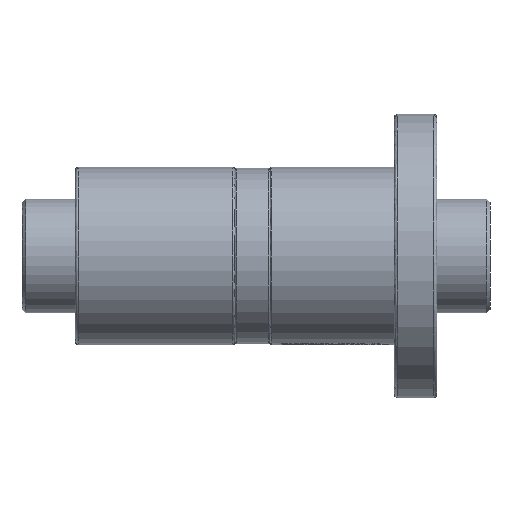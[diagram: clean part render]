
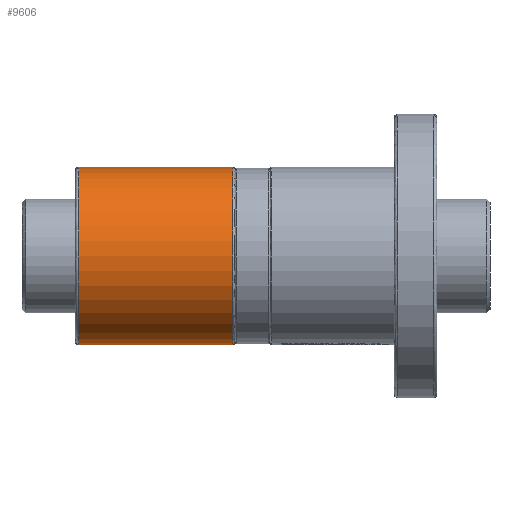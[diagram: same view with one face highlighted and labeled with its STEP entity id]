
A CAD part, front view. The second image highlights one B-rep face of the part: STEP entity #9606.
In plain terms, the highlighted cylindrical face has radius 25 mm (diameter 50 mm), a partial arc.
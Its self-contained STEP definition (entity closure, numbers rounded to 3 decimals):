
#30 = VERTEX_POINT ( 'NONE', #12555 ) ;
#84 = DIRECTION ( 'NONE',  ( 0., 0., -1. ) ) ;
#289 = LINE ( 'NONE', #8812, #14537 ) ;
#502 = EDGE_CURVE ( 'NONE', #17307, #1925, #289, .T. ) ;
#782 = EDGE_CURVE ( 'NONE', #1925, #30, #2305, .T. ) ;
#1184 = ORIENTED_EDGE ( 'NONE', *, *, #3485, .F. ) ;
#1662 = DIRECTION ( 'NONE',  ( 1., 0., 0. ) ) ;
#1925 = VERTEX_POINT ( 'NONE', #2500 ) ;
#2305 = CIRCLE ( 'NONE', #13971, 25. ) ;
#2500 = CARTESIAN_POINT ( 'NONE',  ( -72.5, 0., -25. ) ) ;
#3012 = EDGE_LOOP ( 'NONE', ( #1184, #16084, #14653, #22535 ) ) ;
#3485 = EDGE_CURVE ( 'NONE', #21845, #30, #11891, .T. ) ;
#5545 = CARTESIAN_POINT ( 'NONE',  ( -116., 0., 0. ) ) ;
#7144 = CYLINDRICAL_SURFACE ( 'NONE', #7807, 25. ) ;
#7807 = AXIS2_PLACEMENT_3D ( 'NONE', #11739, #15511, #84 ) ;
#8042 = FACE_OUTER_BOUND ( 'NONE', #3012, .T. ) ;
#8263 = CARTESIAN_POINT ( 'NONE',  ( -132., 0., 25. ) ) ;
#8727 = DIRECTION ( 'NONE',  ( 1., 0., 0. ) ) ;
#8812 = CARTESIAN_POINT ( 'NONE',  ( -132., 0., -25. ) ) ;
#9606 = ADVANCED_FACE ( 'NONE', ( #8042 ), #7144, .T. ) ;
#9787 = AXIS2_PLACEMENT_3D ( 'NONE', #5545, #1662, #24977 ) ;
#11739 = CARTESIAN_POINT ( 'NONE',  ( -132., 0., 0. ) ) ;
#11891 = LINE ( 'NONE', #8263, #22195 ) ;
#12555 = CARTESIAN_POINT ( 'NONE',  ( -72.5, 0., 25. ) ) ;
#12798 = DIRECTION ( 'NONE',  ( -1., 0., 0. ) ) ;
#13971 = AXIS2_PLACEMENT_3D ( 'NONE', #18611, #12798, #22687 ) ;
#14494 = DIRECTION ( 'NONE',  ( 1., 0., 0. ) ) ;
#14537 = VECTOR ( 'NONE', #8727, 1000. ) ;
#14653 = ORIENTED_EDGE ( 'NONE', *, *, #502, .T. ) ;
#14664 = EDGE_CURVE ( 'NONE', #21845, #17307, #23302, .T. ) ;
#15511 = DIRECTION ( 'NONE',  ( 1., 0., 0. ) ) ;
#16084 = ORIENTED_EDGE ( 'NONE', *, *, #14664, .T. ) ;
#17307 = VERTEX_POINT ( 'NONE', #17985 ) ;
#17985 = CARTESIAN_POINT ( 'NONE',  ( -116., 0., -25. ) ) ;
#18611 = CARTESIAN_POINT ( 'NONE',  ( -72.5, 0., 0. ) ) ;
#21845 = VERTEX_POINT ( 'NONE', #24920 ) ;
#22195 = VECTOR ( 'NONE', #14494, 1000. ) ;
#22535 = ORIENTED_EDGE ( 'NONE', *, *, #782, .T. ) ;
#22687 = DIRECTION ( 'NONE',  ( 0., 0., -1. ) ) ;
#23302 = CIRCLE ( 'NONE', #9787, 25. ) ;
#24920 = CARTESIAN_POINT ( 'NONE',  ( -116., 0., 25. ) ) ;
#24977 = DIRECTION ( 'NONE',  ( 0., 0., -1. ) ) ;
